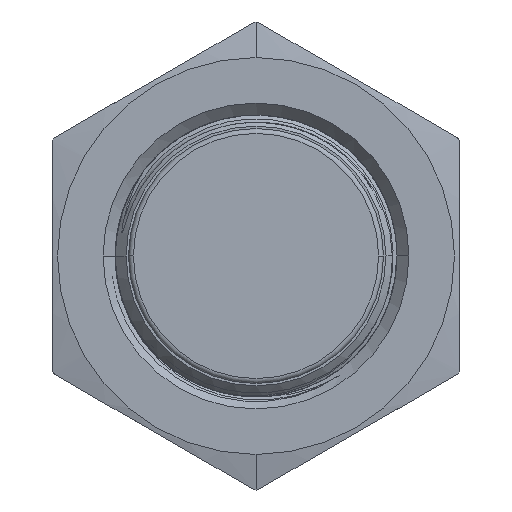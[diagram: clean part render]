
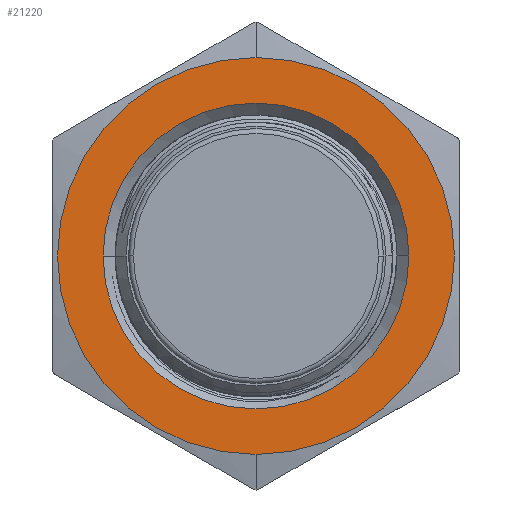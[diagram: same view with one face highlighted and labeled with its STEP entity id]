
A CAD part, left-side view. The second image highlights one B-rep face of the part: STEP entity #21220.
In plain terms, the highlighted face is planar.
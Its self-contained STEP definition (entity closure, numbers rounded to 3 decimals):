
#16107=CARTESIAN_POINT('',(0.,0.,1.65));
#16108=DIRECTION('',(0.,0.,-1.));
#16109=DIRECTION('',(-1.,0.,0.));
#16110=AXIS2_PLACEMENT_3D('',#16107,#16108,#16109);
#16112=CARTESIAN_POINT('',(0.,0.,1.65));
#16113=DIRECTION('',(0.,0.,-1.));
#16114=DIRECTION('',(1.,0.,0.));
#16115=AXIS2_PLACEMENT_3D('',#16112,#16113,#16114);
#16117=CARTESIAN_POINT('',(0.,0.,1.65));
#16118=DIRECTION('',(0.,0.,-1.));
#16119=DIRECTION('',(0.,1.,0.));
#16120=AXIS2_PLACEMENT_3D('',#16117,#16118,#16119);
#16122=CARTESIAN_POINT('',(0.,0.,1.65));
#16123=DIRECTION('',(0.,0.,-1.));
#16124=DIRECTION('',(0.,-1.,0.));
#16125=AXIS2_PLACEMENT_3D('',#16122,#16123,#16124);
#20300=CARTESIAN_POINT('',(0.,8.175,1.65));
#20302=VERTEX_POINT('',#20300);
#20304=CARTESIAN_POINT('',(0.,-8.175,1.65));
#20306=VERTEX_POINT('',#20304);
#20332=CARTESIAN_POINT('',(-6.3,0.,1.65));
#20333=CARTESIAN_POINT('',(6.3,0.,1.65));
#20334=VERTEX_POINT('',#20332);
#20335=VERTEX_POINT('',#20333);
#21205=CARTESIAN_POINT('',(0.,0.,1.65));
#21206=DIRECTION('',(0.,0.,1.));
#21207=DIRECTION('',(1.,0.,0.));
#21208=AXIS2_PLACEMENT_3D('',#21205,#21206,#21207);
#21209=PLANE('',#21208);
#21210=ORIENTED_EDGE('',*,*,#21175,.T.);
#21211=ORIENTED_EDGE('',*,*,#21186,.T.);
#21212=EDGE_LOOP('',(#21210,#21211));
#21213=FACE_OUTER_BOUND('',#21212,.F.);
#21215=ORIENTED_EDGE('',*,*,#21214,.F.);
#21217=ORIENTED_EDGE('',*,*,#21216,.F.);
#21218=EDGE_LOOP('',(#21215,#21217));
#21219=FACE_BOUND('',#21218,.F.);
#21220=ADVANCED_FACE('',(#21213,#21219),#21209,.T.);
#16111=CIRCLE('',#16110,6.3);
#16116=CIRCLE('',#16115,6.3);
#16121=CIRCLE('',#16120,8.175);
#16126=CIRCLE('',#16125,8.175);
#21175=EDGE_CURVE('',#20302,#20306,#16121,.T.);
#21186=EDGE_CURVE('',#20306,#20302,#16126,.T.);
#21214=EDGE_CURVE('',#20334,#20335,#16111,.T.);
#21216=EDGE_CURVE('',#20335,#20334,#16116,.T.);
